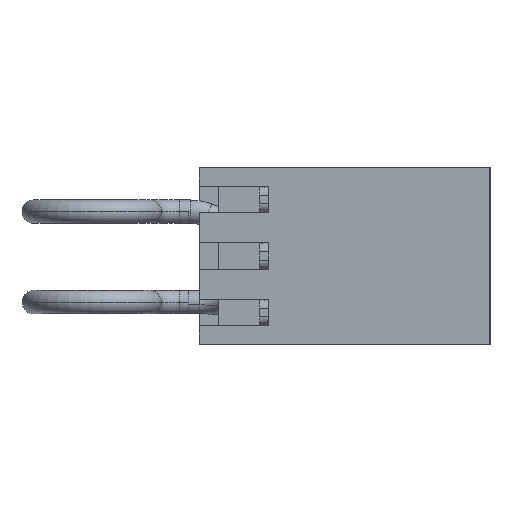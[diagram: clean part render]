
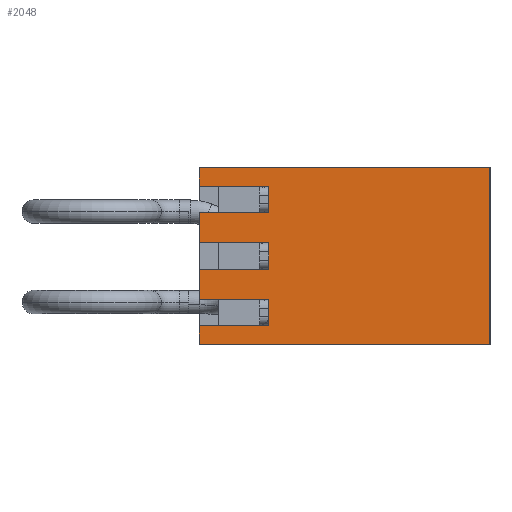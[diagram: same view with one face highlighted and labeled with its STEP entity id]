
A CAD part, left-side view. The second image highlights one B-rep face of the part: STEP entity #2048.
In plain terms, the highlighted planar face has unit normal (-1, 0, 0).
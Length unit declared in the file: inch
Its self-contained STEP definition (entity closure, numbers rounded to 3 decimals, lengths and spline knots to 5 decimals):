
#17=DIRECTION('',(0.,-1.,0.));
#18=VECTOR('',#17,0.322);
#19=CARTESIAN_POINT('',(-0.188,0.151,-0.098));
#20=LINE('',#19,#18);
#43=DIRECTION('',(0.,0.,1.));
#44=VECTOR('',#43,0.196);
#45=CARTESIAN_POINT('',(-0.188,-0.171,-0.098));
#46=LINE('',#45,#44);
#169=DIRECTION('',(0.,-1.,0.));
#170=VECTOR('',#169,0.322);
#171=CARTESIAN_POINT('',(-0.188,0.151,0.098));
#172=LINE('',#171,#170);
#195=DIRECTION('',(0.,0.,1.));
#196=VECTOR('',#195,0.029);
#197=CARTESIAN_POINT('',(-0.188,0.074,-0.077));
#198=LINE('',#197,#196);
#199=DIRECTION('',(0.,-1.,0.));
#200=VECTOR('',#199,0.077);
#201=CARTESIAN_POINT('',(-0.188,0.151,-0.048));
#202=LINE('',#201,#200);
#203=DIRECTION('',(0.,0.,1.));
#204=VECTOR('',#203,0.0335);
#205=CARTESIAN_POINT('',(-0.188,0.151,-0.048));
#206=LINE('',#205,#204);
#207=DIRECTION('',(0.,-1.,0.));
#208=VECTOR('',#207,0.077);
#209=CARTESIAN_POINT('',(-0.188,0.151,-0.0145));
#210=LINE('',#209,#208);
#211=DIRECTION('',(0.,0.,1.));
#212=VECTOR('',#211,0.029);
#213=CARTESIAN_POINT('',(-0.188,0.074,-0.0145));
#214=LINE('',#213,#212);
#215=DIRECTION('',(0.,-1.,0.));
#216=VECTOR('',#215,0.077);
#217=CARTESIAN_POINT('',(-0.188,0.151,0.0145));
#218=LINE('',#217,#216);
#219=DIRECTION('',(0.,0.,1.));
#220=VECTOR('',#219,0.0335);
#221=CARTESIAN_POINT('',(-0.188,0.151,0.0145));
#222=LINE('',#221,#220);
#223=DIRECTION('',(0.,-1.,0.));
#224=VECTOR('',#223,0.077);
#225=CARTESIAN_POINT('',(-0.188,0.151,0.048));
#226=LINE('',#225,#224);
#227=DIRECTION('',(0.,0.,1.));
#228=VECTOR('',#227,0.029);
#229=CARTESIAN_POINT('',(-0.188,0.074,0.048));
#230=LINE('',#229,#228);
#231=DIRECTION('',(0.,-1.,0.));
#232=VECTOR('',#231,0.077);
#233=CARTESIAN_POINT('',(-0.188,0.151,0.077));
#234=LINE('',#233,#232);
#235=DIRECTION('',(0.,0.,1.));
#236=VECTOR('',#235,0.021);
#237=CARTESIAN_POINT('',(-0.188,0.151,0.077));
#238=LINE('',#237,#236);
#239=DIRECTION('',(0.,0.,1.));
#240=VECTOR('',#239,0.021);
#241=CARTESIAN_POINT('',(-0.188,0.151,-0.098));
#242=LINE('',#241,#240);
#243=DIRECTION('',(0.,-1.,0.));
#244=VECTOR('',#243,0.077);
#245=CARTESIAN_POINT('',(-0.188,0.151,-0.077));
#246=LINE('',#245,#244);
#1421=CARTESIAN_POINT('',(-0.188,0.151,-0.098));
#1422=CARTESIAN_POINT('',(-0.188,-0.171,-0.098));
#1423=VERTEX_POINT('',#1421);
#1424=VERTEX_POINT('',#1422);
#1429=CARTESIAN_POINT('',(-0.188,0.151,0.098));
#1430=CARTESIAN_POINT('',(-0.188,-0.171,0.098));
#1431=VERTEX_POINT('',#1429);
#1432=VERTEX_POINT('',#1430);
#1573=CARTESIAN_POINT('',(-0.188,0.074,-0.048));
#1574=VERTEX_POINT('',#1573);
#1575=CARTESIAN_POINT('',(-0.188,0.074,-0.0145));
#1576=VERTEX_POINT('',#1575);
#1577=CARTESIAN_POINT('',(-0.188,0.074,0.0145));
#1578=VERTEX_POINT('',#1577);
#1579=CARTESIAN_POINT('',(-0.188,0.074,0.048));
#1580=VERTEX_POINT('',#1579);
#1581=CARTESIAN_POINT('',(-0.188,0.074,-0.077));
#1582=VERTEX_POINT('',#1581);
#1583=CARTESIAN_POINT('',(-0.188,0.074,0.077));
#1584=VERTEX_POINT('',#1583);
#1585=CARTESIAN_POINT('',(-0.188,0.151,-0.077));
#1586=VERTEX_POINT('',#1585);
#1587=CARTESIAN_POINT('',(-0.188,0.151,-0.048));
#1588=VERTEX_POINT('',#1587);
#1589=CARTESIAN_POINT('',(-0.188,0.151,-0.0145));
#1590=VERTEX_POINT('',#1589);
#1591=CARTESIAN_POINT('',(-0.188,0.151,0.0145));
#1592=VERTEX_POINT('',#1591);
#1593=CARTESIAN_POINT('',(-0.188,0.151,0.048));
#1594=VERTEX_POINT('',#1593);
#1595=CARTESIAN_POINT('',(-0.188,0.151,0.077));
#1596=VERTEX_POINT('',#1595);
#2012=CARTESIAN_POINT('',(-0.188,0.151,-0.098));
#2013=DIRECTION('',(-1.,0.,0.));
#2014=DIRECTION('',(0.,-1.,0.));
#2015=AXIS2_PLACEMENT_3D('',#2012,#2013,#2014);
#2016=PLANE('',#2015);
#2018=ORIENTED_EDGE('',*,*,#2017,.T.);
#2020=ORIENTED_EDGE('',*,*,#2019,.F.);
#2022=ORIENTED_EDGE('',*,*,#2021,.T.);
#2024=ORIENTED_EDGE('',*,*,#2023,.T.);
#2026=ORIENTED_EDGE('',*,*,#2025,.T.);
#2028=ORIENTED_EDGE('',*,*,#2027,.F.);
#2030=ORIENTED_EDGE('',*,*,#2029,.T.);
#2032=ORIENTED_EDGE('',*,*,#2031,.T.);
#2034=ORIENTED_EDGE('',*,*,#2033,.T.);
#2036=ORIENTED_EDGE('',*,*,#2035,.F.);
#2038=ORIENTED_EDGE('',*,*,#2037,.T.);
#2039=ORIENTED_EDGE('',*,*,#1995,.T.);
#2040=ORIENTED_EDGE('',*,*,#1829,.F.);
#2041=ORIENTED_EDGE('',*,*,#1792,.F.);
#2043=ORIENTED_EDGE('',*,*,#2042,.T.);
#2045=ORIENTED_EDGE('',*,*,#2044,.T.);
#2046=EDGE_LOOP('',(#2018,#2020,#2022,#2024,#2026,#2028,#2030,#2032,#2034,#2036,
#2038,#2039,#2040,#2041,#2043,#2045));
#2047=FACE_OUTER_BOUND('',#2046,.F.);
#2048=ADVANCED_FACE('',(#2047),#2016,.T.);
#1792=EDGE_CURVE('',#1423,#1424,#20,.T.);
#1829=EDGE_CURVE('',#1424,#1432,#46,.T.);
#1995=EDGE_CURVE('',#1431,#1432,#172,.T.);
#2017=EDGE_CURVE('',#1582,#1574,#198,.T.);
#2019=EDGE_CURVE('',#1588,#1574,#202,.T.);
#2021=EDGE_CURVE('',#1588,#1590,#206,.T.);
#2023=EDGE_CURVE('',#1590,#1576,#210,.T.);
#2025=EDGE_CURVE('',#1576,#1578,#214,.T.);
#2027=EDGE_CURVE('',#1592,#1578,#218,.T.);
#2029=EDGE_CURVE('',#1592,#1594,#222,.T.);
#2031=EDGE_CURVE('',#1594,#1580,#226,.T.);
#2033=EDGE_CURVE('',#1580,#1584,#230,.T.);
#2035=EDGE_CURVE('',#1596,#1584,#234,.T.);
#2037=EDGE_CURVE('',#1596,#1431,#238,.T.);
#2042=EDGE_CURVE('',#1423,#1586,#242,.T.);
#2044=EDGE_CURVE('',#1586,#1582,#246,.T.);
